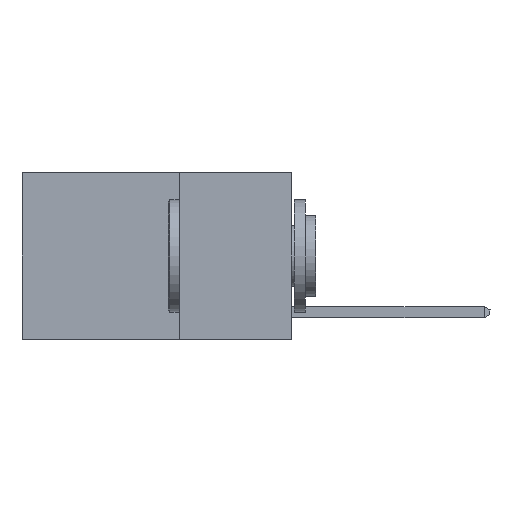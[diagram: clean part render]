
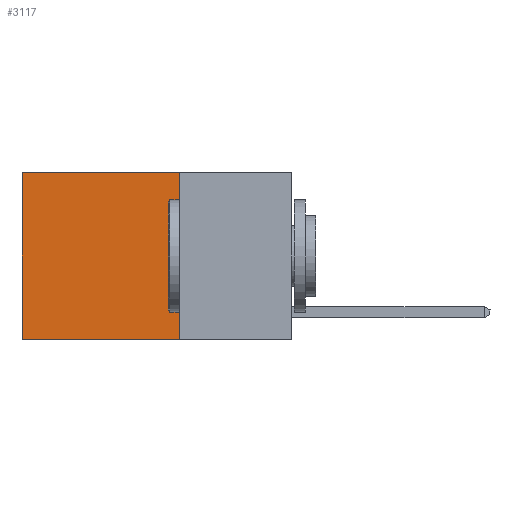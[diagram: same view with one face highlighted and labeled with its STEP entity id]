
A CAD part, left-side view. The second image highlights one B-rep face of the part: STEP entity #3117.
In plain terms, the highlighted planar face has unit normal (-1, 0, 0).
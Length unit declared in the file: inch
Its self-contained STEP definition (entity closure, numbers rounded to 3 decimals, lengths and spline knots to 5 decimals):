
#109 = AXIS2_PLACEMENT_3D ( 'NONE', #12894, #6529, #1487 ) ;
#1487 = DIRECTION ( 'NONE',  ( 0., 0., -1. ) ) ;
#1944 = LINE ( 'NONE', #27196, #10847 ) ;
#2079 = VERTEX_POINT ( 'NONE', #8903 ) ;
#3117 = ADVANCED_FACE ( 'NONE', ( #6689 ), #10613, .F. ) ;
#3193 = EDGE_CURVE ( 'NONE', #3364, #2079, #1944, .T. ) ;
#3364 = VERTEX_POINT ( 'NONE', #6974 ) ;
#5456 = LINE ( 'NONE', #28997, #14133 ) ;
#6057 = EDGE_CURVE ( 'NONE', #25005, #29438, #8328, .T. ) ;
#6058 = DIRECTION ( 'NONE',  ( 0., 0., -1. ) ) ;
#6529 = DIRECTION ( 'NONE',  ( 1., 0., 0. ) ) ;
#6689 = FACE_OUTER_BOUND ( 'NONE', #26237, .T. ) ;
#6974 = CARTESIAN_POINT ( 'NONE',  ( 0.2625, 0.25, 0. ) ) ;
#7003 = DIRECTION ( 'NONE',  ( 0., 1., 0. ) ) ;
#8180 = ORIENTED_EDGE ( 'NONE', *, *, #6057, .T. ) ;
#8328 = LINE ( 'NONE', #12866, #10305 ) ;
#8356 = DIRECTION ( 'NONE',  ( 0., 0., -1. ) ) ;
#8903 = CARTESIAN_POINT ( 'NONE',  ( 0.2625, 0.25, -0.37 ) ) ;
#9444 = CARTESIAN_POINT ( 'NONE',  ( 0.2625, 0.6, 0. ) ) ;
#10305 = VECTOR ( 'NONE', #6058, 39.37008 ) ;
#10613 = PLANE ( 'NONE',  #109 ) ;
#10847 = VECTOR ( 'NONE', #8356, 39.37008 ) ;
#11396 = CARTESIAN_POINT ( 'NONE',  ( 0.2625, 0.25, -0.37 ) ) ;
#12711 = EDGE_CURVE ( 'NONE', #3364, #25005, #5456, .T. ) ;
#12785 = CARTESIAN_POINT ( 'NONE',  ( 0.2625, 0.6, -0.37 ) ) ;
#12866 = CARTESIAN_POINT ( 'NONE',  ( 0.2625, 0.6, 0. ) ) ;
#12894 = CARTESIAN_POINT ( 'NONE',  ( 0.2625, 0.25, 0. ) ) ;
#13680 = LINE ( 'NONE', #11396, #14622 ) ;
#14133 = VECTOR ( 'NONE', #29143, 39.37008 ) ;
#14622 = VECTOR ( 'NONE', #7003, 39.37008 ) ;
#22507 = ORIENTED_EDGE ( 'NONE', *, *, #12711, .T. ) ;
#25005 = VERTEX_POINT ( 'NONE', #9444 ) ;
#26237 = EDGE_LOOP ( 'NONE', ( #8180, #29615, #29950, #22507 ) ) ;
#26889 = EDGE_CURVE ( 'NONE', #2079, #29438, #13680, .T. ) ;
#27196 = CARTESIAN_POINT ( 'NONE',  ( 0.2625, 0.25, 0. ) ) ;
#28997 = CARTESIAN_POINT ( 'NONE',  ( 0.2625, 0.25, 0. ) ) ;
#29143 = DIRECTION ( 'NONE',  ( 0., 1., 0. ) ) ;
#29438 = VERTEX_POINT ( 'NONE', #12785 ) ;
#29615 = ORIENTED_EDGE ( 'NONE', *, *, #26889, .F. ) ;
#29950 = ORIENTED_EDGE ( 'NONE', *, *, #3193, .F. ) ;
